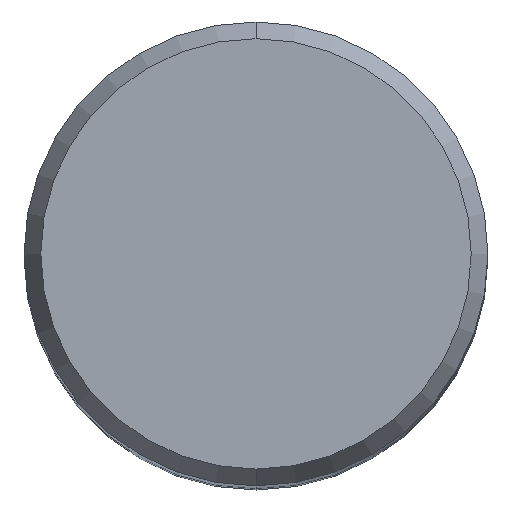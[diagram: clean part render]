
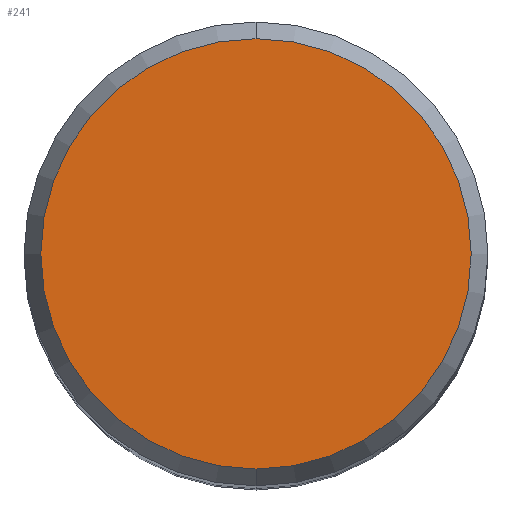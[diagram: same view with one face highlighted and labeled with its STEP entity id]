
A CAD part, top view. The second image highlights one B-rep face of the part: STEP entity #241.
In plain terms, the highlighted planar face has unit normal (0, 0, 1).
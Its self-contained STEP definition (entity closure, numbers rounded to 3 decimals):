
#169=EDGE_CURVE('',#203,#263,#438,.T.);
#203=VERTEX_POINT('',#475);
#241=ADVANCED_FACE('',(#513),#514,.T.);
#263=VERTEX_POINT('',#537);
#341=EDGE_CURVE('',#263,#203,#625,.T.);
#438=CIRCLE('',#739,8.837);
#475=CARTESIAN_POINT('',(0.,-8.837,0.));
#513=FACE_OUTER_BOUND('',#933,.T.);
#514=PLANE('',#934);
#537=CARTESIAN_POINT('',(0.0,8.837,0.));
#625=CIRCLE('',#1218,8.837);
#739=AXIS2_PLACEMENT_3D('',#1425,#1426,#1427);
#933=EDGE_LOOP('',(#1488,#1489));
#934=AXIS2_PLACEMENT_3D('',#1490,#1491,#1492);
#1218=AXIS2_PLACEMENT_3D('',#1615,#1616,#1617);
#1425=CARTESIAN_POINT('',(0.0,0.0,0.));
#1426=DIRECTION('',(0.0,0.0,-1.0));
#1427=DIRECTION('',(0.0,1.0,0.0));
#1488=ORIENTED_EDGE('',*,*,#341,.F.);
#1489=ORIENTED_EDGE('',*,*,#169,.F.);
#1490=CARTESIAN_POINT('',(0.0,4.419,0.));
#1491=DIRECTION('',(-0.0,0.0,1.0));
#1492=DIRECTION('',(0.0,-1.0,0.0));
#1615=CARTESIAN_POINT('',(0.0,0.0,0.));
#1616=DIRECTION('',(0.0,0.0,-1.0));
#1617=DIRECTION('',(0.0,1.0,0.0));
